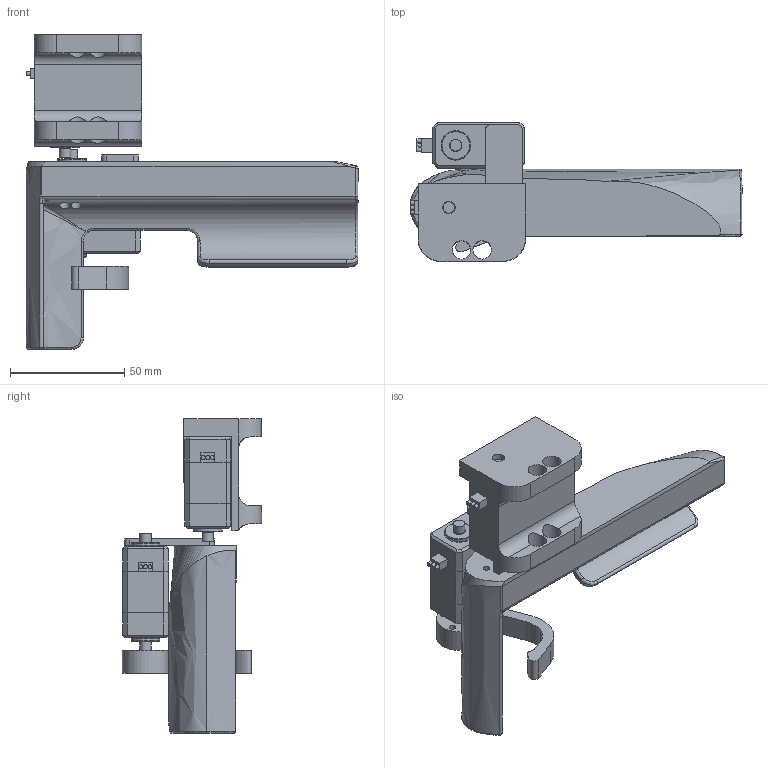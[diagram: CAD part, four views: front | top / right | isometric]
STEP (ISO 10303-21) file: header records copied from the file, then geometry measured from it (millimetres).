
FILE_DESCRIPTION(/* description */ (''),/* implementation_level */ '2;1');
FILE_NAME(/* name */ 'Handle assembly v12.step',/* time_stamp */ '2020-02-02T22:46:12+00:00',/* author */ (''),/* organization */ (''),/* preprocessor_version */ 'ST-DEVELOPER v18',/* originating_system */ 'Autodesk Translation Framework v8.12.0.6',/* authorisation */ '');
FILE_SCHEMA (('AUTOMOTIVE_DESIGN { 1 0 10303 214 3 1 1 }'));
Length unit declared in the file: millimetre
Products named in the file (6): Handle assembly; Handle Lock; HandleOpener Final; LD-220MG Servo; Lock Servo Bracket; Manipulator Base
Assembly tree (6 placements, depth 2):
  Handle assembly
    LD-220MG Servo  x2
    Handle Lock
    HandleOpener Final
    Lock Servo Bracket
    Manipulator Base
Bounding box: 145 x 60.8 x 137.5 mm (x, y, z)
Volume: 177981.1 mm3; surface area: 53616.6 mm2
Topology: 6 solids, 6 shells, 335 faces, 1083 edges, 814 vertices
Faces by surface type: plane 198, cylinder 79, bspline 38, torus 18, sphere 2
Full cylindrical faces by diameter (mm): 1.75 x6, 2.8 x4, 3 x8, 4.5 x8, 5 x6, 5.4 x1, 8.05 x4, 12.5 x4
Entity records: 16968 total; most frequent: CARTESIAN_POINT 10168, ORIENTED_EDGE 1490, DIRECTION 1191, EDGE_CURVE 745, VERTEX_POINT 536, AXIS2_PLACEMENT_3D 416, LINE 359, VECTOR 359
